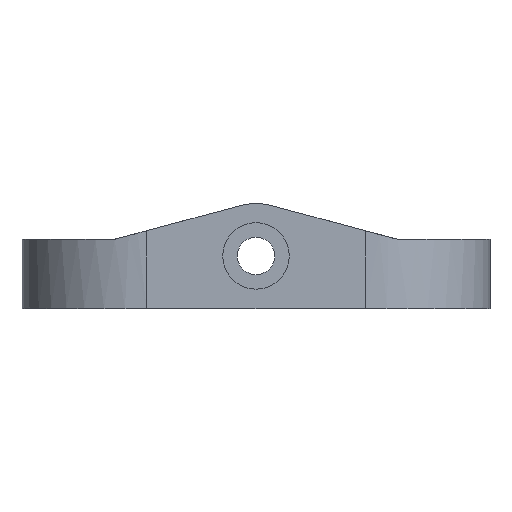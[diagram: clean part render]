
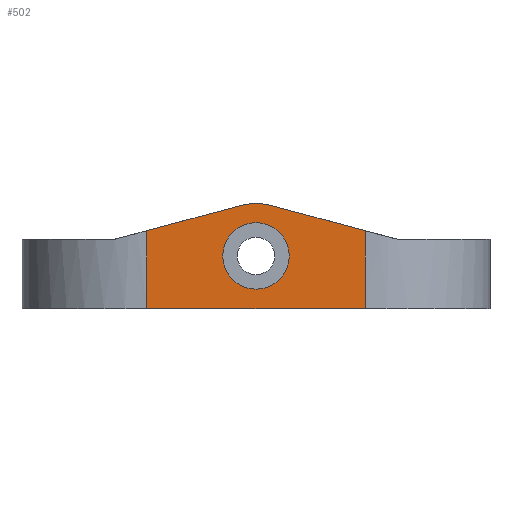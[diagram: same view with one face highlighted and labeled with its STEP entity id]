
A CAD part, front view. The second image highlights one B-rep face of the part: STEP entity #502.
In plain terms, the highlighted planar face has unit normal (0, -1, 0).
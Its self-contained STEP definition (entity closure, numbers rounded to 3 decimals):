
#6=CARTESIAN_POINT('',(7.6,-41.9,3.8));
#7=DIRECTION('',(0.,-1.,0.));
#8=DIRECTION('',(1.,0.,0.));
#9=AXIS2_PLACEMENT_3D('',#6,#7,#8);
#11=CARTESIAN_POINT('',(7.6,-41.9,3.8));
#12=DIRECTION('',(0.,-1.,0.));
#13=DIRECTION('',(-1.,0.,0.));
#14=AXIS2_PLACEMENT_3D('',#11,#12,#13);
#16=DIRECTION('',(0.,0.,-1.));
#17=VECTOR('',#16,5.617);
#18=CARTESIAN_POINT('',(15.5,-41.9,5.617));
#19=LINE('',#18,#17);
#20=DIRECTION('',(0.,0.,-1.));
#21=VECTOR('',#20,5.617);
#22=CARTESIAN_POINT('',(-0.3,-41.9,5.617));
#23=LINE('',#22,#21);
#24=DIRECTION('',(-0.966,0.,-0.259));
#25=VECTOR('',#24,7.16);
#26=CARTESIAN_POINT('',(6.616,-41.9,7.471));
#27=LINE('',#26,#25);
#28=CARTESIAN_POINT('',(7.6,-41.9,3.8));
#29=DIRECTION('',(0.,-1.,0.));
#30=DIRECTION('',(0.259,0.,0.966));
#31=AXIS2_PLACEMENT_3D('',#28,#29,#30);
#33=DIRECTION('',(-0.966,0.,0.259));
#34=VECTOR('',#33,7.16);
#35=CARTESIAN_POINT('',(15.5,-41.9,5.617));
#36=LINE('',#35,#34);
#237=DIRECTION('',(1.,0.,0.));
#238=VECTOR('',#237,15.8);
#239=CARTESIAN_POINT('',(-0.3,-41.9,0.));
#240=LINE('',#239,#238);
#394=CARTESIAN_POINT('',(10.,-41.9,3.8));
#395=CARTESIAN_POINT('',(5.2,-41.9,3.8));
#396=VERTEX_POINT('',#394);
#397=VERTEX_POINT('',#395);
#423=CARTESIAN_POINT('',(15.5,-41.9,0.));
#425=VERTEX_POINT('',#423);
#426=CARTESIAN_POINT('',(15.5,-41.9,5.617));
#427=VERTEX_POINT('',#426);
#432=CARTESIAN_POINT('',(-0.3,-41.9,0.));
#434=VERTEX_POINT('',#432);
#440=CARTESIAN_POINT('',(-0.3,-41.9,5.617));
#441=VERTEX_POINT('',#440);
#455=CARTESIAN_POINT('',(6.616,-41.9,7.471));
#457=VERTEX_POINT('',#455);
#459=CARTESIAN_POINT('',(8.584,-41.9,7.471));
#461=VERTEX_POINT('',#459);
#478=CARTESIAN_POINT('',(-9.3,-41.9,0.));
#479=DIRECTION('',(0.,-1.,0.));
#480=DIRECTION('',(1.,0.,0.));
#481=AXIS2_PLACEMENT_3D('',#478,#479,#480);
#482=PLANE('',#481);
#484=ORIENTED_EDGE('',*,*,#483,.T.);
#486=ORIENTED_EDGE('',*,*,#485,.F.);
#488=ORIENTED_EDGE('',*,*,#487,.F.);
#490=ORIENTED_EDGE('',*,*,#489,.F.);
#492=ORIENTED_EDGE('',*,*,#491,.F.);
#494=ORIENTED_EDGE('',*,*,#493,.F.);
#495=EDGE_LOOP('',(#484,#486,#488,#490,#492,#494));
#496=FACE_OUTER_BOUND('',#495,.F.);
#498=ORIENTED_EDGE('',*,*,#497,.T.);
#499=ORIENTED_EDGE('',*,*,#467,.T.);
#500=EDGE_LOOP('',(#498,#499));
#501=FACE_BOUND('',#500,.F.);
#502=ADVANCED_FACE('',(#496,#501),#482,.T.);
#10=CIRCLE('',#9,2.4);
#15=CIRCLE('',#14,2.4);
#32=CIRCLE('',#31,3.8);
#467=EDGE_CURVE('',#397,#396,#15,.T.);
#483=EDGE_CURVE('',#427,#425,#19,.T.);
#485=EDGE_CURVE('',#434,#425,#240,.T.);
#487=EDGE_CURVE('',#441,#434,#23,.T.);
#489=EDGE_CURVE('',#457,#441,#27,.T.);
#491=EDGE_CURVE('',#461,#457,#32,.T.);
#493=EDGE_CURVE('',#427,#461,#36,.T.);
#497=EDGE_CURVE('',#396,#397,#10,.T.);
